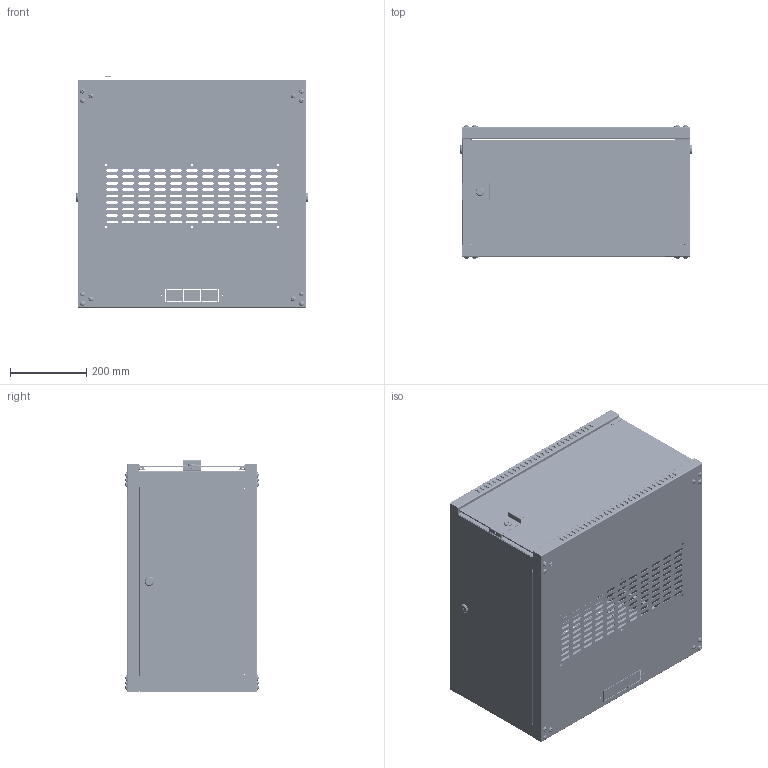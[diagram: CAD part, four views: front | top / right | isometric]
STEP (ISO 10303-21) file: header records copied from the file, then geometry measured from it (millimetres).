
FILE_DESCRIPTION (( 'STEP AP203' ), '1' );
FILE_NAME ('LWE3-06U66-GF-G.STEP', '2024-10-24T13:35:13', ( '' ), ( '' ), 'SwSTEP 2.0', 'SolidWorks 2022', '' );
FILE_SCHEMA (( 'CONFIG_CONTROL_DESIGN' ));
Length unit declared in the file: millimetre
Products named in the file (29): АГИЕ 3202.05.00.000_-02; АГИЕ 3202.02.00.001_-02; Гайка кузовная М6_M 6; АГИЕ 3202.00.00.004_-00; Заклёпка резьбовая ум. бортик c насечкой_Заклепка резьбовая М6 ум. бортик с насечкой арт. 0371206009 Bralo S=1; Винт DIN 7985_М6х16, тип H; Шайба плоская пластиковая_М8 ГОСТ 19531-74 фторопласт; Замок 19-16_40 (YZK10-19-16-40); АГИЕ 3202.04.00.001_-01; Винт полусфера с прессшайбой DIN 967_M6х16; АГИЕ 3202.00.00.001_-02; Замок 18-20_40 (YZK10-18-20-40); Петля HG001_Правая верхняя; АГИЕ 3202.04.00.000_-01; АГИЕ 3202.05.00.001_-02; АГИЕ 3202.00.00.003_-05; АГИЕ 3202.01.00.001_-02; Контакт заземления однолепестковый Тип F1_DIN EN ISO 13918; Винт резьбовыдавливающий М4x8_-00; АГИЕ 3202.01.00.000_-02; АГИЕ 3202.06.00.000_-02; Петля HG001_Правая нижняя; АГИЕ 3202.00.00.002_-01; АГИЕ 3202.02.00.001_-00; Винт установочный ГОСТ Р ИСО 4026_М5х6; АГИЕ 3202.02.00.000_-02; АГИЕ 3202.02.00.000_-00; Шпилька резьбовая М(DxL) PT DIN EN ISO 13918_6х12; LWE3-06U66-GF-G
Assembly tree (93 placements, depth 3):
  LWE3-06U66-GF-G
    АГИЕ 3202.01.00.000_-02  x2
      АГИЕ 3202.01.00.001_-02
      Шпилька резьбовая М(DxL) PT DIN EN ISO 13918_6х12
      Контакт заземления однолепестковый Тип F1_DIN EN ISO 13918
    АГИЕ 3202.02.00.000_-00  x2
      АГИЕ 3202.02.00.001_-00
      Заклёпка резьбовая ум. бортик c насечкой_Заклепка резьбовая М6 ум. бортик с насечкой арт. 0371206009 Bralo S=1
    АГИЕ 3202.02.00.000_-02  x2
      АГИЕ 3202.02.00.001_-02
      Заклёпка резьбовая ум. бортик c насечкой_Заклепка резьбовая М6 ум. бортик с насечкой арт. 0371206009 Bralo S=1
    АГИЕ 3202.06.00.000_-02  x4
      АГИЕ 3202.00.00.001_-02
      Заклёпка резьбовая ум. бортик c насечкой_Заклепка резьбовая М6 ум. бортик с насечкой арт. 0371206009 Bralo S=1
    АГИЕ 3202.00.00.002_-01  x2
    АГИЕ 3202.05.00.000_-02  x2
      АГИЕ 3202.05.00.001_-02
      Контакт заземления однолепестковый Тип F1_DIN EN ISO 13918
    Замок 18-20_40 (YZK10-18-20-40)  x2
    АГИЕ 3202.04.00.000_-01
      АГИЕ 3202.04.00.001_-01
      Шпилька резьбовая М(DxL) PT DIN EN ISO 13918_6х12  x2
      Контакт заземления однолепестковый Тип F1_DIN EN ISO 13918
    Винт полусфера с прессшайбой DIN 967_M6х16  x24
    Гайка кузовная М6_M 6  x4
    Винт DIN 7985_М6х16, тип H  x4
    Винт резьбовыдавливающий М4x8_-00  x8
    Шайба плоская пластиковая_М8 ГОСТ 19531-74 фторопласт  x2
    Винт установочный ГОСТ Р ИСО 4026_М5х6  x4
    Петля HG001_Правая нижняя
    Петля HG001_Правая верхняя
    Замок 19-16_40 (YZK10-19-16-40)
    АГИЕ 3202.00.00.004_-00
    АГИЕ 3202.00.00.003_-05
Bounding box: 611.4 x 350.84 x 608.8 mm (x, y, z)
Volume: 2353213.8 mm3; surface area: 3854715.7 mm2
Topology: 112 solids, 113 shells, 6001 faces, 15672 edges, 10035 vertices
Faces by surface type: plane 3601, cylinder 1647, cone 424, torus 208, sphere 73, bspline 48
Entity records: 68183 total; most frequent: CARTESIAN_POINT 12194, DIRECTION 10540, ORIENTED_EDGE 10488, EDGE_CURVE 5244, LINE 3808, VECTOR 3808, AXIS2_PLACEMENT_3D 3366, VERTEX_POINT 3362
